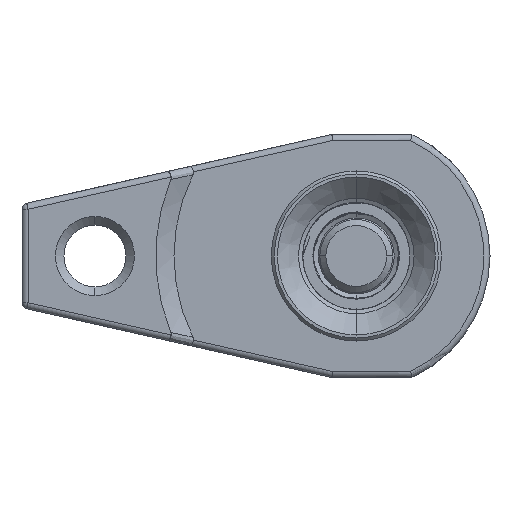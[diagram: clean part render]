
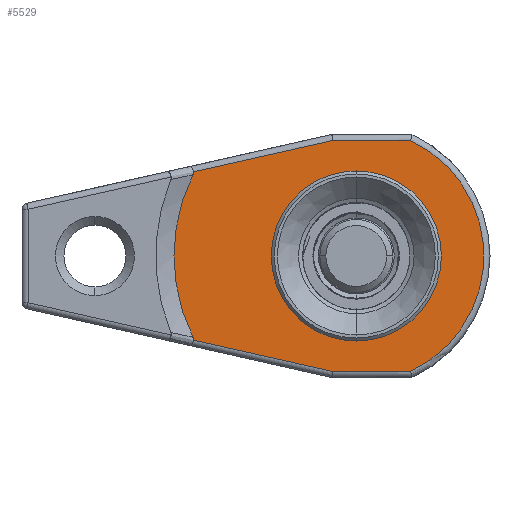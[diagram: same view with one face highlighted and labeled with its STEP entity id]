
A CAD part, front view. The second image highlights one B-rep face of the part: STEP entity #5529.
In plain terms, the highlighted planar face has unit normal (0, -1, 0).
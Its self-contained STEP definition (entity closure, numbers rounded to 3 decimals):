
#200 = CIRCLE ( 'NONE', #2422, 21. ) ;
#279 = EDGE_CURVE ( 'NONE', #5842, #5975, #847, .T. ) ;
#295 = EDGE_LOOP ( 'NONE', ( #1139, #6282 ) ) ;
#787 = CARTESIAN_POINT ( 'NONE',  ( -26.859, 56., 13.364 ) ) ;
#802 = EDGE_CURVE ( 'NONE', #1005, #7085, #5431, .T. ) ;
#833 = CARTESIAN_POINT ( 'NONE',  ( 0., 56., 0. ) ) ;
#847 = LINE ( 'NONE', #3805, #1184 ) ;
#938 = CARTESIAN_POINT ( 'NONE',  ( 8.944, 56., 19. ) ) ;
#958 = AXIS2_PLACEMENT_3D ( 'NONE', #2891, #6867, #4024 ) ;
#999 = LINE ( 'NONE', #2659, #1674 ) ;
#1005 = VERTEX_POINT ( 'NONE', #5227 ) ;
#1139 = ORIENTED_EDGE ( 'NONE', *, *, #6522, .F. ) ;
#1155 = EDGE_CURVE ( 'NONE', #7085, #5842, #1504, .T. ) ;
#1184 = VECTOR ( 'NONE', #4189, 1000. ) ;
#1247 = LINE ( 'NONE', #2362, #6800 ) ;
#1383 = AXIS2_PLACEMENT_3D ( 'NONE', #1739, #4568, #3523 ) ;
#1432 = VERTEX_POINT ( 'NONE', #3263 ) ;
#1452 = CARTESIAN_POINT ( 'NONE',  ( 0., 56., 0. ) ) ;
#1464 = LINE ( 'NONE', #3302, #3560 ) ;
#1504 = B_SPLINE_CURVE_WITH_KNOTS ( 'NONE', 3,
 ( #6416, #2580, #6518, #5375 ),
 .UNSPECIFIED., .F., .F.,
 ( 4, 4 ),
 ( 0., 0. ),
 .UNSPECIFIED. ) ;
#1544 = ORIENTED_EDGE ( 'NONE', *, *, #3050, .T. ) ;
#1674 = VECTOR ( 'NONE', #6671, 1000. ) ;
#1739 = CARTESIAN_POINT ( 'NONE',  ( 30., 56., 0. ) ) ;
#1808 = FACE_OUTER_BOUND ( 'NONE', #2700, .T. ) ;
#1893 = CIRCLE ( 'NONE', #6004, 14. ) ;
#2114 = ORIENTED_EDGE ( 'NONE', *, *, #279, .T. ) ;
#2296 = DIRECTION ( 'NONE',  ( 1., 0., 0. ) ) ;
#2362 = CARTESIAN_POINT ( 'NONE',  ( 30., 56., -19. ) ) ;
#2422 = AXIS2_PLACEMENT_3D ( 'NONE', #4284, #2638, #5363 ) ;
#2496 = DIRECTION ( 'NONE',  ( 0., 0., -1. ) ) ;
#2522 = CARTESIAN_POINT ( 'NONE',  ( -26.753, 56., 13.677 ) ) ;
#2580 = CARTESIAN_POINT ( 'NONE',  ( -26.786, 56., -13.511 ) ) ;
#2638 = DIRECTION ( 'NONE',  ( 0., -1., 0. ) ) ;
#2659 = CARTESIAN_POINT ( 'NONE',  ( 24.281, 56., 25.356 ) ) ;
#2700 = EDGE_LOOP ( 'NONE', ( #5605, #2114, #2766, #3170, #6666, #1544, #3459, #4651 ) ) ;
#2766 = ORIENTED_EDGE ( 'NONE', *, *, #5475, .T. ) ;
#2790 = EDGE_CURVE ( 'NONE', #6298, #1005, #5368, .T. ) ;
#2845 = PLANE ( 'NONE',  #1383 ) ;
#2891 = CARTESIAN_POINT ( 'NONE',  ( 0., 56., 0. ) ) ;
#2985 = VERTEX_POINT ( 'NONE', #4381 ) ;
#3050 = EDGE_CURVE ( 'NONE', #2985, #6298, #999, .T. ) ;
#3170 = ORIENTED_EDGE ( 'NONE', *, *, #4259, .T. ) ;
#3263 = CARTESIAN_POINT ( 'NONE',  ( 0., 56., -14. ) ) ;
#3302 = CARTESIAN_POINT ( 'NONE',  ( 30., 56., 19. ) ) ;
#3314 = DIRECTION ( 'NONE',  ( 0., -1., 0. ) ) ;
#3459 = ORIENTED_EDGE ( 'NONE', *, *, #2790, .T. ) ;
#3523 = DIRECTION ( 'NONE',  ( 0., 0., -1. ) ) ;
#3560 = VECTOR ( 'NONE', #4821, 1000. ) ;
#3611 = CARTESIAN_POINT ( 'NONE',  ( -26.859, 56., -13.364 ) ) ;
#3805 = CARTESIAN_POINT ( 'NONE',  ( 24.281, 56., -25.356 ) ) ;
#3983 = EDGE_CURVE ( 'NONE', #4172, #2985, #1464, .T. ) ;
#4024 = DIRECTION ( 'NONE',  ( 0., 0., -1. ) ) ;
#4118 = VERTEX_POINT ( 'NONE', #6221 ) ;
#4127 = CARTESIAN_POINT ( 'NONE',  ( -26.789, 56., 13.838 ) ) ;
#4172 = VERTEX_POINT ( 'NONE', #938 ) ;
#4189 = DIRECTION ( 'NONE',  ( 0.975, 0., -0.22 ) ) ;
#4259 = EDGE_CURVE ( 'NONE', #5136, #4172, #200, .T. ) ;
#4284 = CARTESIAN_POINT ( 'NONE',  ( 0., 56., 0. ) ) ;
#4381 = CARTESIAN_POINT ( 'NONE',  ( -3.901, 56., 19. ) ) ;
#4568 = DIRECTION ( 'NONE',  ( 0., -1., 0. ) ) ;
#4624 = CARTESIAN_POINT ( 'NONE',  ( -26.789, 56., 13.838 ) ) ;
#4651 = ORIENTED_EDGE ( 'NONE', *, *, #802, .T. ) ;
#4794 = CARTESIAN_POINT ( 'NONE',  ( -26.786, 56., 13.511 ) ) ;
#4821 = DIRECTION ( 'NONE',  ( -1., 0., 0. ) ) ;
#5136 = VERTEX_POINT ( 'NONE', #6163 ) ;
#5227 = CARTESIAN_POINT ( 'NONE',  ( -26.859, 56., 13.364 ) ) ;
#5308 = CIRCLE ( 'NONE', #6012, 14. ) ;
#5363 = DIRECTION ( 'NONE',  ( 0., 0., -1. ) ) ;
#5368 = B_SPLINE_CURVE_WITH_KNOTS ( 'NONE', 3,
 ( #4127, #2522, #4794, #787 ),
 .UNSPECIFIED., .F., .F.,
 ( 4, 4 ),
 ( 0., 0. ),
 .UNSPECIFIED. ) ;
#5375 = CARTESIAN_POINT ( 'NONE',  ( -26.789, 56., -13.838 ) ) ;
#5431 = CIRCLE ( 'NONE', #958, 30. ) ;
#5475 = EDGE_CURVE ( 'NONE', #5975, #5136, #1247, .T. ) ;
#5529 = ADVANCED_FACE ( 'NONE', ( #5755, #1808 ), #2845, .T. ) ;
#5572 = DIRECTION ( 'NONE',  ( 0., 0., -1. ) ) ;
#5605 = ORIENTED_EDGE ( 'NONE', *, *, #1155, .T. ) ;
#5755 = FACE_BOUND ( 'NONE', #295, .T. ) ;
#5842 = VERTEX_POINT ( 'NONE', #6558 ) ;
#5975 = VERTEX_POINT ( 'NONE', #6880 ) ;
#6004 = AXIS2_PLACEMENT_3D ( 'NONE', #833, #6943, #2496 ) ;
#6012 = AXIS2_PLACEMENT_3D ( 'NONE', #1452, #3314, #5572 ) ;
#6163 = CARTESIAN_POINT ( 'NONE',  ( 8.944, 56., -19. ) ) ;
#6221 = CARTESIAN_POINT ( 'NONE',  ( 0., 56., 14. ) ) ;
#6282 = ORIENTED_EDGE ( 'NONE', *, *, #6340, .F. ) ;
#6298 = VERTEX_POINT ( 'NONE', #4624 ) ;
#6340 = EDGE_CURVE ( 'NONE', #4118, #1432, #1893, .T. ) ;
#6416 = CARTESIAN_POINT ( 'NONE',  ( -26.859, 56., -13.364 ) ) ;
#6518 = CARTESIAN_POINT ( 'NONE',  ( -26.753, 56., -13.677 ) ) ;
#6522 = EDGE_CURVE ( 'NONE', #1432, #4118, #5308, .T. ) ;
#6558 = CARTESIAN_POINT ( 'NONE',  ( -26.789, 56., -13.838 ) ) ;
#6666 = ORIENTED_EDGE ( 'NONE', *, *, #3983, .T. ) ;
#6671 = DIRECTION ( 'NONE',  ( -0.975, 0., -0.22 ) ) ;
#6800 = VECTOR ( 'NONE', #2296, 1000. ) ;
#6867 = DIRECTION ( 'NONE',  ( 0., -1., 0. ) ) ;
#6880 = CARTESIAN_POINT ( 'NONE',  ( -3.901, 56., -19. ) ) ;
#6943 = DIRECTION ( 'NONE',  ( 0., -1., 0. ) ) ;
#7085 = VERTEX_POINT ( 'NONE', #3611 ) ;
